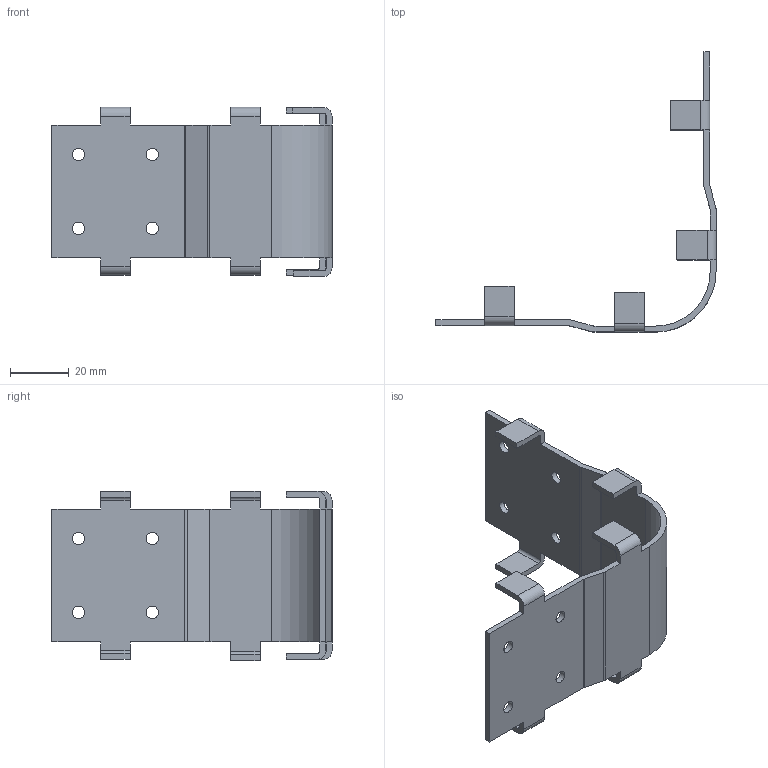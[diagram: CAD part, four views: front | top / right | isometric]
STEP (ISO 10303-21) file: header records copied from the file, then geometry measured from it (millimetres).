
FILE_DESCRIPTION(/* description */ ('Alibre Inc.'),/* implementation_level */ '2;1');
FILE_NAME(/* name */ 'export-4E5A5A6A-2DE2-4E5C-9C61-1AC6FCCE7A8B',/* time_stamp */ '2022-03-28T22:15:10+03:00',/* author */ (''),/* organization */ (''),/* preprocessor_version */ 'ST-DEVELOPER v17',/* originating_system */ 'Alibre',/* authorisation */ '');
FILE_SCHEMA (('CONFIG_CONTROL_DESIGN'));
Length unit declared in the file: millimetre
Bounding box: 94.97 x 94.97 x 57.39 mm (x, y, z)
Volume: 18635 mm3; surface area: 20275.7 mm2
Topology: 1 solids, 1 shells, 98 faces, 288 edges, 192 vertices
Faces by surface type: plane 64, cylinder 34
Full cylindrical faces by diameter (mm): 4.2 x8
Entity records: 3273 total; most frequent: CARTESIAN_POINT 570, ORIENTED_EDGE 560, DIRECTION 480, EDGE_CURVE 280, VECTOR 212, LINE 212, VERTEX_POINT 192, AXIS2_PLACEMENT_3D 166
